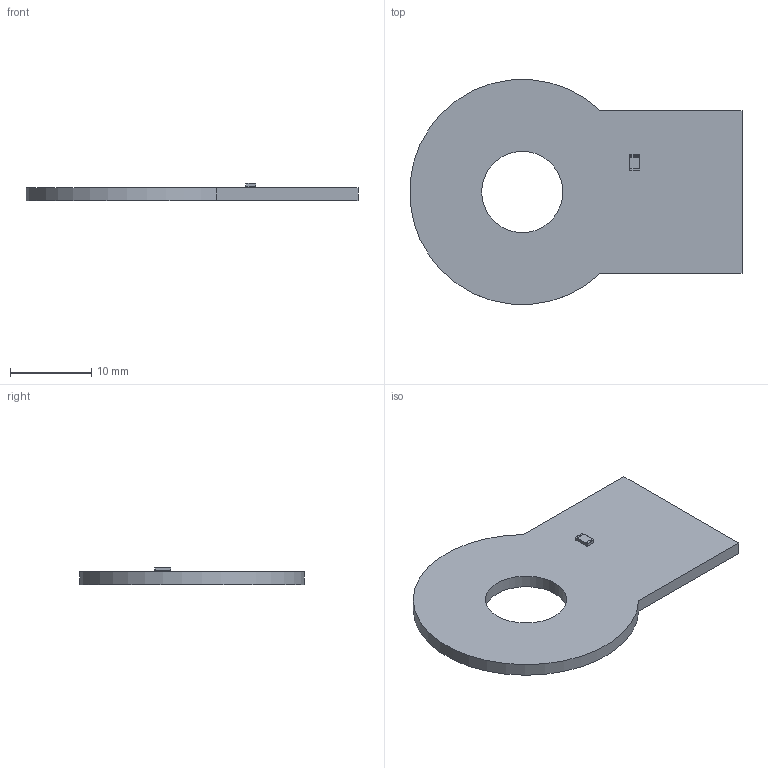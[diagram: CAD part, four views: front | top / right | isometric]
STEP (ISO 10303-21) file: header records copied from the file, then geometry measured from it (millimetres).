
FILE_DESCRIPTION(('KiCad electronic assembly'),'2;1');
FILE_NAME('K40-LED_PCB.step','2021-07-13T09:56:42',('An Author'),( 'A Company'),'Open CASCADE STEP processor 6.9', 'KiCad to STEP converter','Unknown');
FILE_SCHEMA(('AUTOMOTIVE_DESIGN { 1 0 10303 214 1 1 1 1 }'));
Length unit declared in the file: millimetre
Products named in the file (4): Open CASCADE STEP translator 6.9 1; R_0805_2012Metric; SOLID; COMPOUND
Assembly tree (3 placements, depth 3):
  Open CASCADE STEP translator 6.9 1
    R_0805_2012Metric
      SOLID
    COMPOUND
Bounding box: 40.92 x 27.71 x 2.1 mm (x, y, z)
Volume: 1309.6 mm3; surface area: 1885.4 mm2
Topology: 2 solids, 2 shells, 33 faces, 83 edges, 54 vertices
Faces by surface type: plane 23, cylinder 10
Full cylindrical faces by diameter (mm): 10 x1
Entity records: 2359 total; most frequent: CARTESIAN_POINT 388, DIRECTION 335, LINE 209, VECTOR 209, ORIENTED_EDGE 166, PCURVE 166, DEFINITIONAL_REPRESENTATION 166, EDGE_CURVE 83
